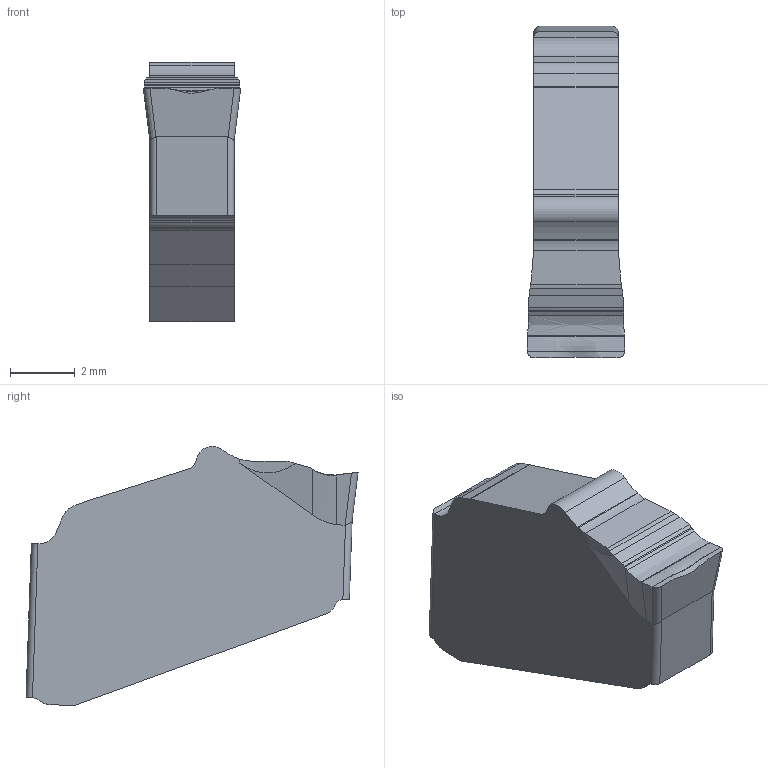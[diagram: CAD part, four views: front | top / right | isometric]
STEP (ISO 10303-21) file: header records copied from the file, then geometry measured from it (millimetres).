
FILE_DESCRIPTION((''),'2;1');
FILE_NAME('GW1M0300F020N-GS','2021-03-01T10:04:41',('tlyad09'),('PTC Japan'),'CREO PARAMETRIC BY PTC INC, 2018500','CREO PARAMETRIC BY PTC INC, 2018500','');
FILE_SCHEMA(('AUTOMOTIVE_DESIGN { 1 0 10303 214 1 1 1 1 }'));
Length unit declared in the file: millimetre
Products named in the file (1): GW1M0300F020N-GS
Bounding box: 3 x 10.25 x 8 mm (x, y, z)
Volume: 145.2 mm3; surface area: 191.1 mm2
Topology: 1 solids, 1 shells, 63 faces, 215 edges, 154 vertices
Faces by surface type: plane 24, cylinder 18, bspline 14, extrusion 7
Entity records: 5510 total; most frequent: CARTESIAN_POINT 2345, ORIENTED_EDGE 326, PRESENTATION_STYLE_ASSIGNMENT 288, DIRECTION 283, STYLED_ITEM 225, CURVE_STYLE 224, EDGE_CURVE 163, FILL_AREA_STYLE_COLOUR 127
